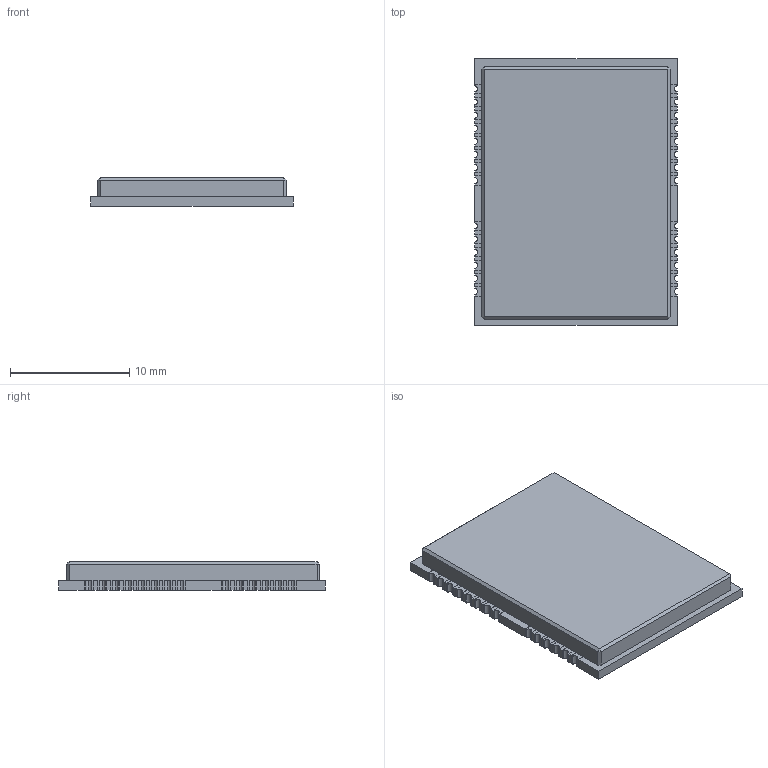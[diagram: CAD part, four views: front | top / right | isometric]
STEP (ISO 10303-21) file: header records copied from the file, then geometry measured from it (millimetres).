
FILE_DESCRIPTION(('FreeCAD Model'),'2;1');
FILE_NAME('Open CASCADE Shape Model','2024-05-19T15:13:42',(''),(''), 'Open CASCADE STEP processor 7.6','FreeCAD','Unknown');
FILE_SCHEMA(('AUTOMOTIVE_DESIGN { 1 0 10303 214 1 1 1 1 }'));
Length unit declared in the file: millimetre
Products named in the file (4): Ublox_LEA_M8T; Cut - PCB; Cut - Connectors; Body - Shield
Assembly tree (3 placements, depth 2):
  Ublox_LEA_M8T
    Cut - PCB
    Cut - Connectors
    Body - Shield
Bounding box: 17 x 22.4 x 2.4 mm (x, y, z)
Volume: 837.8 mm3; surface area: 1734.2 mm2
Topology: 30 solids, 30 shells, 374 faces, 930 edges, 616 vertices
Faces by surface type: plane 332, cylinder 42
Entity records: 11225 total; most frequent: CARTESIAN_POINT 1924, ORIENTED_EDGE 1860, DIRECTION 1770, EDGE_CURVE 930, LINE 846, VECTOR 846, VERTEX_POINT 616, AXIS2_PLACEMENT_3D 462
